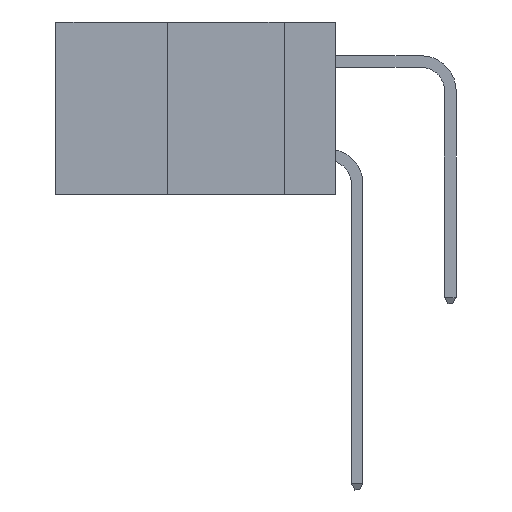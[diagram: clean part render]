
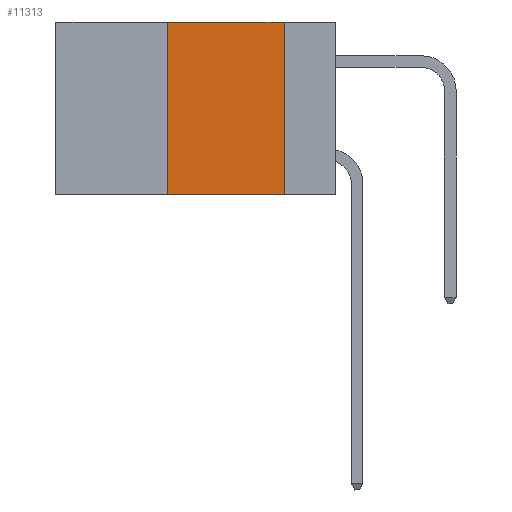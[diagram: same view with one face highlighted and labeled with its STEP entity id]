
A CAD part, left-side view. The second image highlights one B-rep face of the part: STEP entity #11313.
In plain terms, the highlighted planar face has unit normal (-1, 0, 0).
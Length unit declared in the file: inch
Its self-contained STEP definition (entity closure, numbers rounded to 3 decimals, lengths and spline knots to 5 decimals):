
#202 = AXIS2_PLACEMENT_3D ( 'NONE', #588, #11002, #2142 ) ;
#588 = CARTESIAN_POINT ( 'NONE',  ( 0., 0.6, 0. ) ) ;
#1122 = ORIENTED_EDGE ( 'NONE', *, *, #1995, .F. ) ;
#1333 = ORIENTED_EDGE ( 'NONE', *, *, #8996, .F. ) ;
#1995 = EDGE_CURVE ( 'NONE', #12996, #15371, #6137, .T. ) ;
#2076 = ORIENTED_EDGE ( 'NONE', *, *, #17453, .T. ) ;
#2142 = DIRECTION ( 'NONE',  ( 0., 0., -1. ) ) ;
#2206 = VECTOR ( 'NONE', #5376, 39.37008 ) ;
#2343 = CARTESIAN_POINT ( 'NONE',  ( 0., 0.11, 0. ) ) ;
#2496 = FACE_OUTER_BOUND ( 'NONE', #3278, .T. ) ;
#3278 = EDGE_LOOP ( 'NONE', ( #8714, #1333, #1122, #2076 ) ) ;
#3513 = LINE ( 'NONE', #7385, #18563 ) ;
#3919 = CARTESIAN_POINT ( 'NONE',  ( 0., 0.6, -0.37 ) ) ;
#4506 = DIRECTION ( 'NONE',  ( 0., -1., 0. ) ) ;
#4698 = VERTEX_POINT ( 'NONE', #16258 ) ;
#5376 = DIRECTION ( 'NONE',  ( 0., 0., 1. ) ) ;
#6111 = CARTESIAN_POINT ( 'NONE',  ( 0., 0.36, 0. ) ) ;
#6137 = LINE ( 'NONE', #12734, #2206 ) ;
#6875 = DIRECTION ( 'NONE',  ( 0., -1., 0. ) ) ;
#7385 = CARTESIAN_POINT ( 'NONE',  ( 0., 0.6, 0. ) ) ;
#8714 = ORIENTED_EDGE ( 'NONE', *, *, #13822, .F. ) ;
#8996 = EDGE_CURVE ( 'NONE', #15371, #4698, #3513, .T. ) ;
#9501 = PLANE ( 'NONE',  #202 ) ;
#9846 = DIRECTION ( 'NONE',  ( 0., 0., -1. ) ) ;
#11002 = DIRECTION ( 'NONE',  ( 1., 0., 0. ) ) ;
#11313 = ADVANCED_FACE ( 'NONE', ( #2496 ), #9501, .F. ) ;
#12734 = CARTESIAN_POINT ( 'NONE',  ( 0., 0.36, 0. ) ) ;
#12996 = VERTEX_POINT ( 'NONE', #14883 ) ;
#13251 = LINE ( 'NONE', #2343, #17104 ) ;
#13822 = EDGE_CURVE ( 'NONE', #4698, #17294, #13251, .T. ) ;
#13970 = VECTOR ( 'NONE', #6875, 39.37008 ) ;
#14883 = CARTESIAN_POINT ( 'NONE',  ( 0., 0.36, -0.37 ) ) ;
#15371 = VERTEX_POINT ( 'NONE', #6111 ) ;
#16258 = CARTESIAN_POINT ( 'NONE',  ( 0., 0.11, 0. ) ) ;
#16772 = CARTESIAN_POINT ( 'NONE',  ( 0., 0.11, -0.37 ) ) ;
#17104 = VECTOR ( 'NONE', #9846, 39.37008 ) ;
#17294 = VERTEX_POINT ( 'NONE', #16772 ) ;
#17453 = EDGE_CURVE ( 'NONE', #12996, #17294, #17814, .T. ) ;
#17814 = LINE ( 'NONE', #3919, #13970 ) ;
#18563 = VECTOR ( 'NONE', #4506, 39.37008 ) ;
